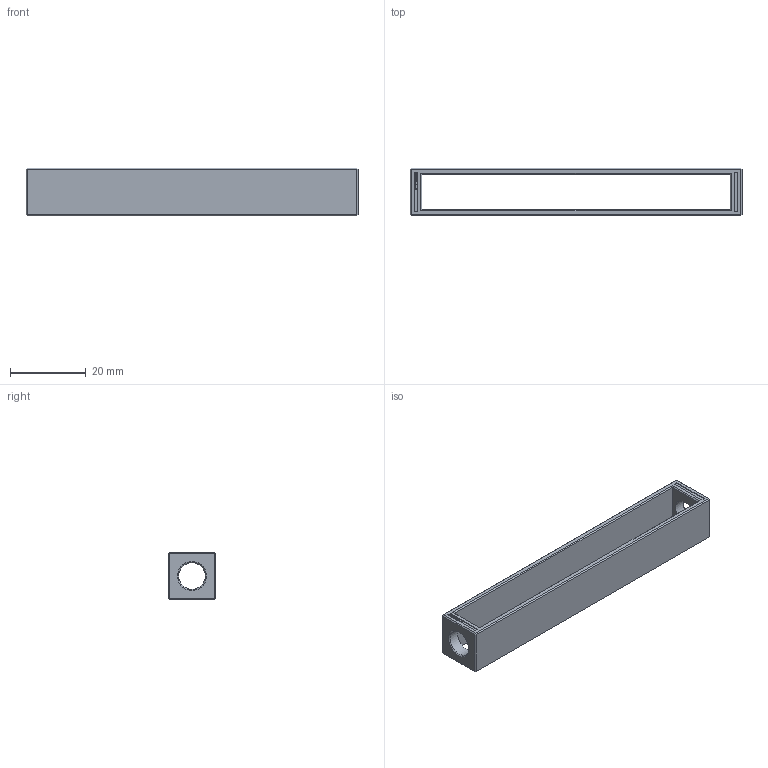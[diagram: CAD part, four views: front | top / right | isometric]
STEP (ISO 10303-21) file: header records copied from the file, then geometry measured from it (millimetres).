
FILE_DESCRIPTION(('FreeCAD Model'),'2;1');
FILE_NAME('Open CASCADE Shape Model','2021-05-23T21:26:27',( 'Paulo Kiefe'),('STEMFIE.org'),'Open CASCADE STEP processor 7.4', 'FreeCAD','Unknown');
FILE_SCHEMA(('AUTOMOTIVE_DESIGN { 1 0 10303 214 1 1 1 1 }'));
Length unit declared in the file: millimetre
Products named in the file (1): Beam_STR_BXS_ESS_BU07.00x01.00x01.00x00.25x00.125_-_SPN-BEM-0025_
(stemfie.org)
Bounding box: 87.5 x 12.5 x 12.5 mm (x, y, z)
Volume: 3867.5 mm3; surface area: 5273 mm2
Topology: 1 solids, 1 shells, 484 faces, 1310 edges, 862 vertices
Faces by surface type: plane 364, extrusion 116, cone 2, cylinder 2
Full cylindrical faces by diameter (mm): 7 x2
Entity records: 32150 total; most frequent: CARTESIAN_POINT 6449, DIRECTION 4324, VECTOR 3572, LINE 3456, ORIENTED_EDGE 2620, PCURVE 2620, DEFINITIONAL_REPRESENTATION 2620, EDGE_CURVE 1310
